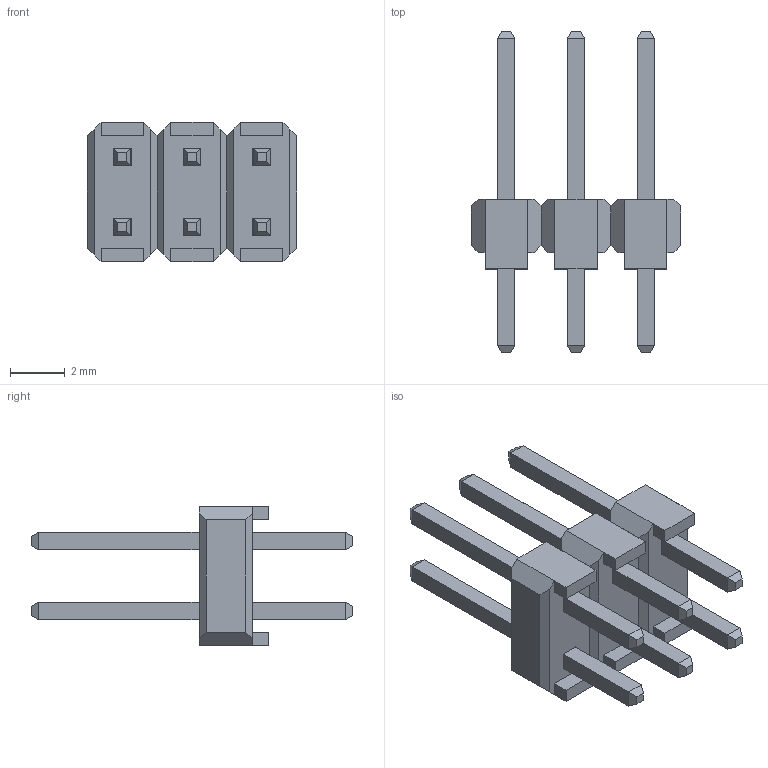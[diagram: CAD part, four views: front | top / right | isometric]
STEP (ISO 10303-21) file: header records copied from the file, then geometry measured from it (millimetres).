
FILE_DESCRIPTION((''),'2;1');
FILE_NAME('M20-998_ASM','2013-01-02T',('wbourne'),(''),'PRO/ENGINEER BY PARAMETRIC TECHNOLOGY CORPORATION, 2011490','PRO/ENGINEER BY PARAMETRIC TECHNOLOGY CORPORATION, 2011490','');
FILE_SCHEMA(('CONFIG_CONTROL_DESIGN','SHAPE_APPEARANCE_LAYERS_GROUPS'));
Length unit declared in the file: millimetre
Products named in the file (3): M20-998-MOULD; M20-998-PIN; M20-998_ASM
Assembly tree (7 placements, depth 2):
  M20-998_ASM
    M20-998-MOULD
    M20-998-PIN  x6
Bounding box: 7.62 x 11.68 x 5.08 mm (x, y, z)
Volume: 96.3 mm3; surface area: 342.8 mm2
Topology: 7 solids, 7 shells, 170 faces, 400 edges, 244 vertices
Faces by surface type: plane 170
Entity records: 3918 total; most frequent: CARTESIAN_POINT 534, ORIENTED_EDGE 520, DIRECTION 480, PRESENTATION_STYLE_ASSIGNMENT 262, STYLED_ITEM 262, VECTOR 260, LINE 260, CURVE_STYLE 260
